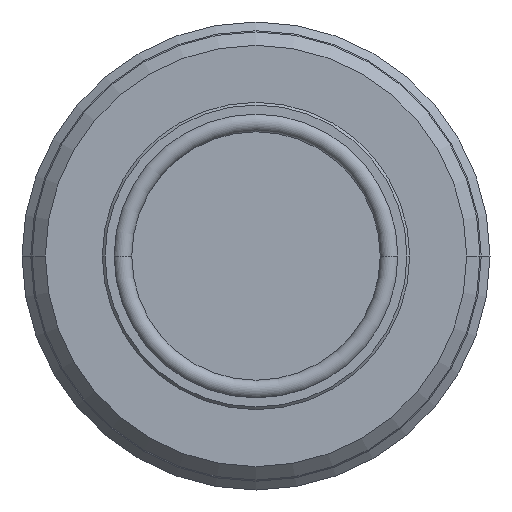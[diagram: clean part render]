
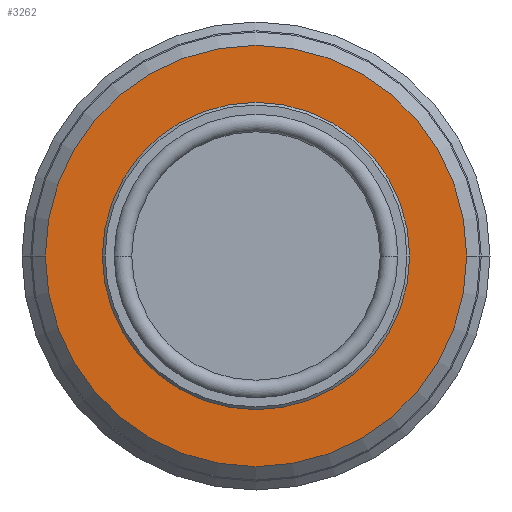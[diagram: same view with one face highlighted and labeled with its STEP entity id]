
A CAD part, front view. The second image highlights one B-rep face of the part: STEP entity #3262.
In plain terms, the highlighted planar face has unit normal (0, -1, 0).
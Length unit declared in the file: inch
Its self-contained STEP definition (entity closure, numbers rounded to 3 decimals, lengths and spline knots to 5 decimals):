
#1295=CARTESIAN_POINT('',(0.,-0.083,0.));
#1296=DIRECTION('',(0.,1.,0.));
#1297=DIRECTION('',(1.,0.,0.));
#1298=AXIS2_PLACEMENT_3D('',#1295,#1296,#1297);
#1300=CARTESIAN_POINT('',(0.,-0.083,0.));
#1301=DIRECTION('',(0.,-1.,0.));
#1302=DIRECTION('',(1.,0.,0.));
#1303=AXIS2_PLACEMENT_3D('',#1300,#1301,#1302);
#1305=CARTESIAN_POINT('',(0.,-0.083,0.));
#1306=DIRECTION('',(0.,1.,0.));
#1307=DIRECTION('',(1.,0.,0.));
#1308=AXIS2_PLACEMENT_3D('',#1305,#1306,#1307);
#1310=CARTESIAN_POINT('',(0.,-0.083,0.));
#1311=DIRECTION('',(0.,1.,0.));
#1312=DIRECTION('',(-1.,0.,0.));
#1313=AXIS2_PLACEMENT_3D('',#1310,#1311,#1312);
#1914=CARTESIAN_POINT('',(0.5725,-0.083,0.));
#1916=VERTEX_POINT('',#1914);
#1918=CARTESIAN_POINT('',(-0.5725,-0.083,0.));
#1920=VERTEX_POINT('',#1918);
#1933=CARTESIAN_POINT('',(0.785,-0.083,0.));
#1934=CARTESIAN_POINT('',(-0.785,-0.083,0.));
#1935=VERTEX_POINT('',#1933);
#1936=VERTEX_POINT('',#1934);
#3247=CARTESIAN_POINT('',(0.,-0.083,0.));
#3248=DIRECTION('',(0.,-1.,0.));
#3249=DIRECTION('',(-1.,0.,0.));
#3250=AXIS2_PLACEMENT_3D('',#3247,#3248,#3249);
#3251=PLANE('',#3250);
#3252=ORIENTED_EDGE('',*,*,#3214,.T.);
#3253=ORIENTED_EDGE('',*,*,#3229,.T.);
#3254=EDGE_LOOP('',(#3252,#3253));
#3255=FACE_OUTER_BOUND('',#3254,.F.);
#3257=ORIENTED_EDGE('',*,*,#3256,.F.);
#3259=ORIENTED_EDGE('',*,*,#3258,.T.);
#3260=EDGE_LOOP('',(#3257,#3259));
#3261=FACE_BOUND('',#3260,.F.);
#3262=ADVANCED_FACE('',(#3255,#3261),#3251,.T.);
#1299=CIRCLE('',#1298,0.5725);
#1304=CIRCLE('',#1303,0.5725);
#1309=CIRCLE('',#1308,0.785);
#1314=CIRCLE('',#1313,0.785);
#3214=EDGE_CURVE('',#1935,#1936,#1309,.T.);
#3229=EDGE_CURVE('',#1936,#1935,#1314,.T.);
#3256=EDGE_CURVE('',#1916,#1920,#1299,.T.);
#3258=EDGE_CURVE('',#1916,#1920,#1304,.T.);
